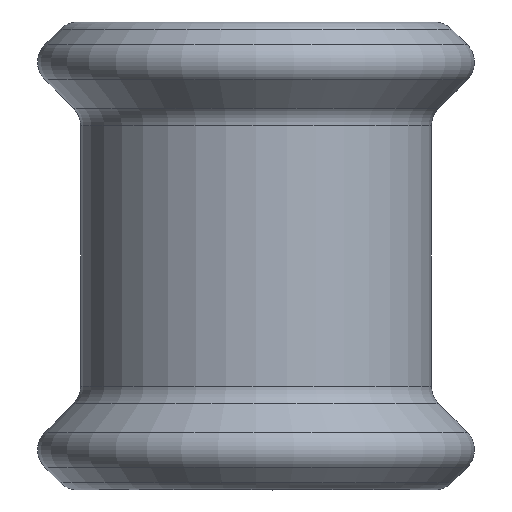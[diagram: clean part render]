
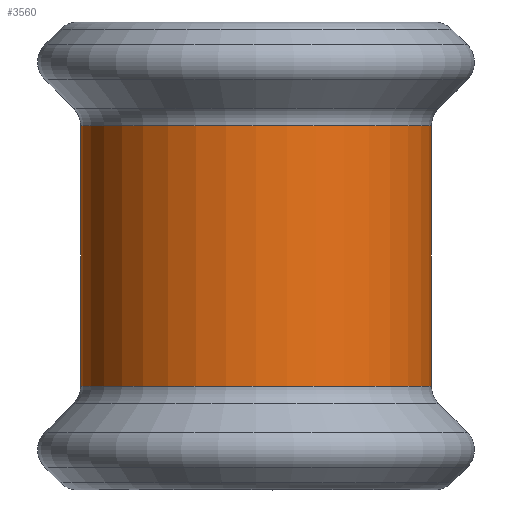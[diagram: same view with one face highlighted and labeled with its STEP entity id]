
A CAD part, front view. The second image highlights one B-rep face of the part: STEP entity #3560.
In plain terms, the highlighted cylindrical face has radius 5.359 mm (diameter 10.719 mm), a partial arc.
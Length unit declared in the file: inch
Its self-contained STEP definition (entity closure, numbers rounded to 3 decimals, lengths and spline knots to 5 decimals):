
#8 = FACE_OUTER_BOUND ( 'NONE', #5135, .T. ) ;
#210 = EDGE_CURVE ( 'NONE', #5684, #1975, #1378, .T. ) ;
#223 = ORIENTED_EDGE ( 'NONE', *, *, #588, .T. ) ;
#374 = CARTESIAN_POINT ( 'NONE',  ( 0.156, -0.531, 0. ) ) ;
#446 = DIRECTION ( 'NONE',  ( 0., 0., 1. ) ) ;
#588 = EDGE_CURVE ( 'NONE', #649, #2570, #1273, .T. ) ;
#595 = CARTESIAN_POINT ( 'NONE',  ( 0.367, -0.531, 0.15651 ) ) ;
#649 = VERTEX_POINT ( 'NONE', #3900 ) ;
#864 = DIRECTION ( 'NONE',  ( 0., 0., 1. ) ) ;
#1050 = CIRCLE ( 'NONE', #4360, 0.211 ) ;
#1205 = CARTESIAN_POINT ( 'NONE',  ( -0.055, -0.531, 0.15651 ) ) ;
#1273 = LINE ( 'NONE', #3272, #2580 ) ;
#1378 = LINE ( 'NONE', #2143, #4307 ) ;
#1734 = CIRCLE ( 'NONE', #5087, 0.211 ) ;
#1799 = DIRECTION ( 'NONE',  ( 0., 0., 1. ) ) ;
#1854 = EDGE_CURVE ( 'NONE', #1975, #2570, #1734, .T. ) ;
#1975 = VERTEX_POINT ( 'NONE', #1205 ) ;
#2143 = CARTESIAN_POINT ( 'NONE',  ( -0.055, -0.531, 0.15651 ) ) ;
#2570 = VERTEX_POINT ( 'NONE', #595 ) ;
#2580 = VECTOR ( 'NONE', #1799, 39.37008 ) ;
#3016 = ORIENTED_EDGE ( 'NONE', *, *, #210, .F. ) ;
#3086 = ORIENTED_EDGE ( 'NONE', *, *, #1854, .F. ) ;
#3272 = CARTESIAN_POINT ( 'NONE',  ( 0.367, -0.531, 0. ) ) ;
#3373 = CARTESIAN_POINT ( 'NONE',  ( 0.156, -0.531, -0.15651 ) ) ;
#3560 = ADVANCED_FACE ( 'NONE', ( #8 ), #5630, .T. ) ;
#3585 = DIRECTION ( 'NONE',  ( 1., 0., 0. ) ) ;
#3723 = AXIS2_PLACEMENT_3D ( 'NONE', #374, #864, #6161 ) ;
#3845 = DIRECTION ( 'NONE',  ( 1., 0., 0. ) ) ;
#3900 = CARTESIAN_POINT ( 'NONE',  ( 0.367, -0.531, -0.15651 ) ) ;
#4307 = VECTOR ( 'NONE', #4492, 39.37008 ) ;
#4339 = CARTESIAN_POINT ( 'NONE',  ( -0.055, -0.531, -0.15651 ) ) ;
#4360 = AXIS2_PLACEMENT_3D ( 'NONE', #3373, #446, #3845 ) ;
#4492 = DIRECTION ( 'NONE',  ( 0., 0., 1. ) ) ;
#4648 = CARTESIAN_POINT ( 'NONE',  ( 0.156, -0.531, 0.15651 ) ) ;
#5087 = AXIS2_PLACEMENT_3D ( 'NONE', #4648, #5897, #3585 ) ;
#5135 = EDGE_LOOP ( 'NONE', ( #5941, #223, #3086, #3016 ) ) ;
#5539 = EDGE_CURVE ( 'NONE', #5684, #649, #1050, .T. ) ;
#5630 = CYLINDRICAL_SURFACE ( 'NONE', #3723, 0.211 ) ;
#5684 = VERTEX_POINT ( 'NONE', #4339 ) ;
#5897 = DIRECTION ( 'NONE',  ( 0., 0., 1. ) ) ;
#5941 = ORIENTED_EDGE ( 'NONE', *, *, #5539, .T. ) ;
#6161 = DIRECTION ( 'NONE',  ( 1., 0., 0. ) ) ;
